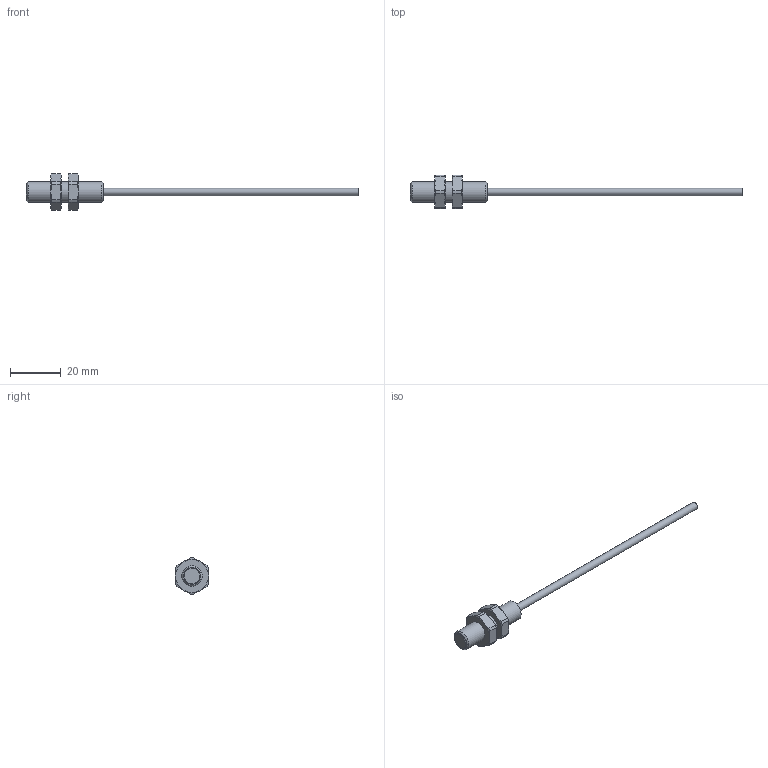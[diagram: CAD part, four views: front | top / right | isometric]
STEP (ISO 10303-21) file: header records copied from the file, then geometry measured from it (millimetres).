
FILE_DESCRIPTION(/* description */ (''),/* implementation_level */ '2;1');
FILE_NAME(/* name */ 'KJ1,5_M8EB30.stp',/* time_stamp */ '2026-01-07T12:02:30+01:00',/* author */ ('L43FV9'),/* organization */ (''),/* preprocessor_version */ 'ST-DEVELOPER v20.1',/* originating_system */ 'Autodesk Inventor 2026',/* authorisation */ '');
FILE_SCHEMA (('AUTOMOTIVE_DESIGN { 1 0 10303 214 3 1 1 }'));
Length unit declared in the file: millimetre
Products named in the file (1): KJ1,5_M8EB30_Vereinfachen_1
Bounding box: 130.3 x 13 x 14.39 mm (x, y, z)
Volume: 2950.9 mm3; surface area: 2284.3 mm2
Topology: 1 solids, 1 shells, 64 faces, 144 edges, 88 vertices
Faces by surface type: cone 26, plane 20, cylinder 17, torus 1
Full cylindrical faces by diameter (mm): 2.95 x1, 6.5 x1, 8 x3
Entity records: 1876 total; most frequent: CARTESIAN_POINT 393, DIRECTION 291, ORIENTED_EDGE 288, EDGE_CURVE 144, AXIS2_PLACEMENT_3D 130, VERTEX_POINT 88, EDGE_LOOP 70, CIRCLE 65
